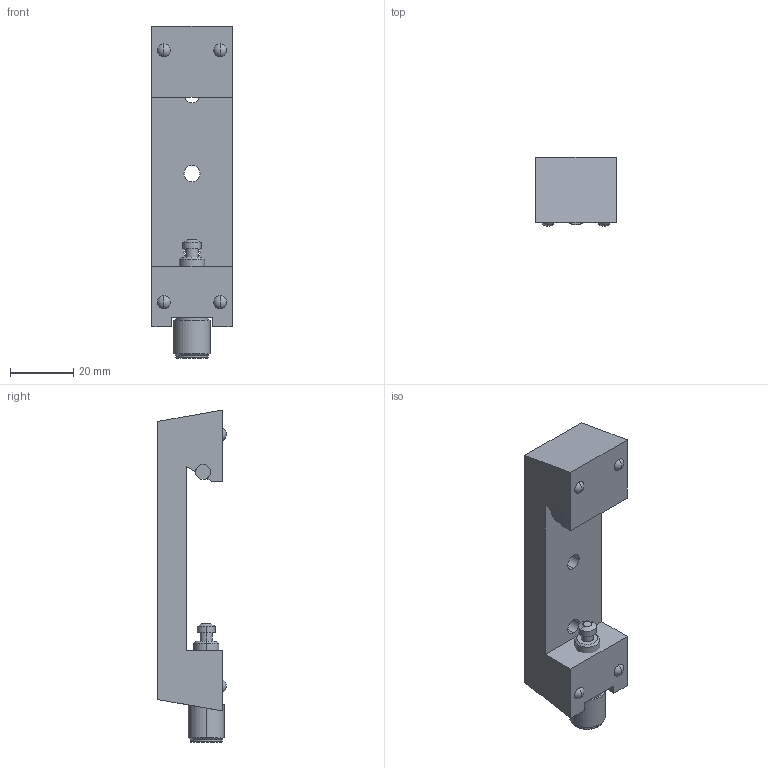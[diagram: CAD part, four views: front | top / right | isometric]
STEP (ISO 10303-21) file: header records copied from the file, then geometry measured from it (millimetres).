
FILE_DESCRIPTION((''),'2;1');
FILE_NAME('PRC-1','2021-10-16T00:31:22',('Administrator'),(''),'CREO PARAMETRIC BY PTC INC, 2019292','CREO PARAMETRIC BY PTC INC, 2019292','');
FILE_SCHEMA(('AUTOMOTIVE_DESIGN { 1 0 10303 214 1 1 1 1 }'));
Length unit declared in the file: inch
Products named in the file (1): PRC-1
Bounding box: 25.4 x 21.72 x 105.16 mm (x, y, z)
Volume: 33385.2 mm3; surface area: 11037.8 mm2
Topology: 3 solids, 3 shells, 63 faces, 149 edges, 92 vertices
Faces by surface type: plane 25, cylinder 22, cone 8, sphere 8
Entity records: 2393 total; most frequent: DIRECTION 333, CARTESIAN_POINT 298, ORIENTED_EDGE 282, PRESENTATION_STYLE_ASSIGNMENT 144, STYLED_ITEM 144, CURVE_STYLE 141, EDGE_CURVE 141, AXIS2_PLACEMENT_3D 129
